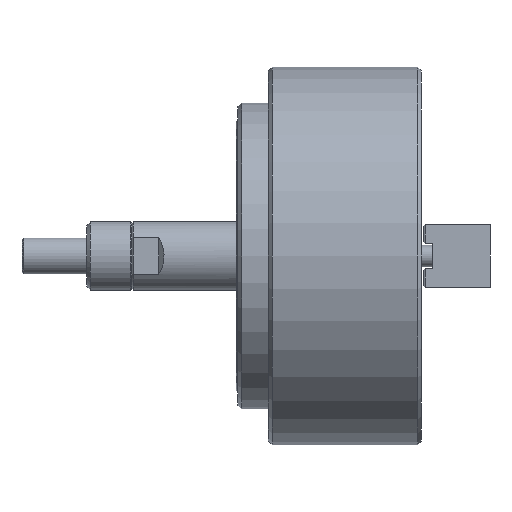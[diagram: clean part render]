
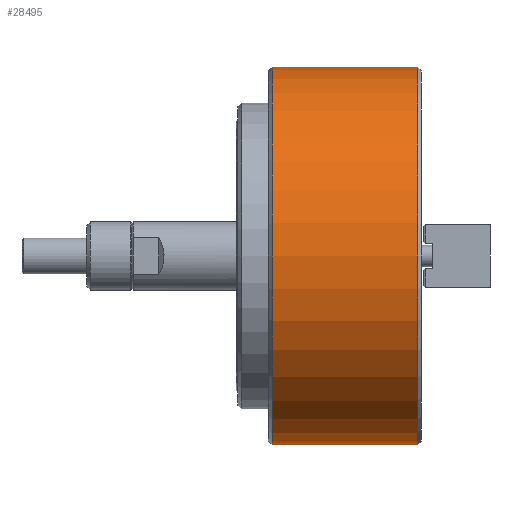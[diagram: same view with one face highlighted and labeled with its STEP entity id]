
A CAD part, front view. The second image highlights one B-rep face of the part: STEP entity #28495.
In plain terms, the highlighted cylindrical face has radius 105 mm (diameter 210 mm), a partial arc.
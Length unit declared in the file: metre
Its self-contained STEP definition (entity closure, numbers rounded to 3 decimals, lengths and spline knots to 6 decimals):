
#13600 = DIRECTION ( 'NONE',  ( -1., 0., 0. ) ) ;
#13601 = VECTOR ( 'NONE', #13600, 1. ) ;
#13602 = CARTESIAN_POINT ( 'NONE',  ( 0., 0., 0.105 ) ) ;
#13603 = CARTESIAN_POINT ( 'NONE',  ( 0.083, 0., -0.105 ) ) ;
#13608 = LINE ( 'NONE', #13602, #13601 ) ;
#13668 = DIRECTION ( 'NONE',  ( -1., 0., 0. ) ) ;
#13669 = VECTOR ( 'NONE', #13668, 1. ) ;
#13679 = CARTESIAN_POINT ( 'NONE',  ( 0.002, 0., 0.105 ) ) ;
#13680 = CARTESIAN_POINT ( 'NONE',  ( 0., 0., -0.105 ) ) ;
#13681 = LINE ( 'NONE', #13680, #13669 ) ;
#13690 = CARTESIAN_POINT ( 'NONE',  ( 0.002, 0., -0.105 ) ) ;
#13783 = CARTESIAN_POINT ( 'NONE',  ( 0.083, 0., 0.105 ) ) ;
#14957 = AXIS2_PLACEMENT_3D ( 'NONE', #14958, #15011, #15010 ) ;
#14958 = CARTESIAN_POINT ( 'NONE',  ( 0., 0., 0. ) ) ;
#14970 = DIRECTION ( 'NONE',  ( 0., 0., 1. ) ) ;
#14971 = DIRECTION ( 'NONE',  ( -1., 0., 0. ) ) ;
#14972 = CARTESIAN_POINT ( 'NONE',  ( 0.083, 0., 0. ) ) ;
#14973 = AXIS2_PLACEMENT_3D ( 'NONE', #14972, #14971, #14970 ) ;
#14983 = CIRCLE ( 'NONE', #14973, 0.105 ) ;
#15010 = DIRECTION ( 'NONE',  ( 0., 0., 1. ) ) ;
#15011 = DIRECTION ( 'NONE',  ( -1., 0., 0. ) ) ;
#15013 = CYLINDRICAL_SURFACE ( 'NONE', #14957, 0.105 ) ;
#15025 = FACE_OUTER_BOUND ( 'NONE', #28512, .T. ) ;
#15046 = DIRECTION ( 'NONE',  ( 0., 0., -1. ) ) ;
#15047 = DIRECTION ( 'NONE',  ( 1., 0., 0. ) ) ;
#15048 = CARTESIAN_POINT ( 'NONE',  ( 0.002, 0., 0. ) ) ;
#15049 = AXIS2_PLACEMENT_3D ( 'NONE', #15048, #15047, #15046 ) ;
#15057 = CIRCLE ( 'NONE', #15049, 0.105 ) ;
#27823 = EDGE_CURVE ( 'NONE', #27902, #27856, #13608, .T. ) ;
#27830 = VERTEX_POINT ( 'NONE', #13603 ) ;
#27853 = VERTEX_POINT ( 'NONE', #13690 ) ;
#27856 = VERTEX_POINT ( 'NONE', #13679 ) ;
#27862 = EDGE_CURVE ( 'NONE', #27830, #27853, #13681, .T. ) ;
#27902 = VERTEX_POINT ( 'NONE', #13783 ) ;
#28468 = EDGE_CURVE ( 'NONE', #27830, #27902, #14983, .T. ) ;
#28495 = ADVANCED_FACE ( 'NONE', ( #15025 ), #15013, .T. ) ;
#28496 = ORIENTED_EDGE ( 'NONE', *, *, #27823, .T. ) ;
#28497 = ORIENTED_EDGE ( 'NONE', *, *, #27862, .F. ) ;
#28499 = ORIENTED_EDGE ( 'NONE', *, *, #28468, .T. ) ;
#28501 = ORIENTED_EDGE ( 'NONE', *, *, #28511, .T. ) ;
#28511 = EDGE_CURVE ( 'NONE', #27856, #27853, #15057, .T. ) ;
#28512 = EDGE_LOOP ( 'NONE', ( #28497, #28499, #28496, #28501 ) ) ;
